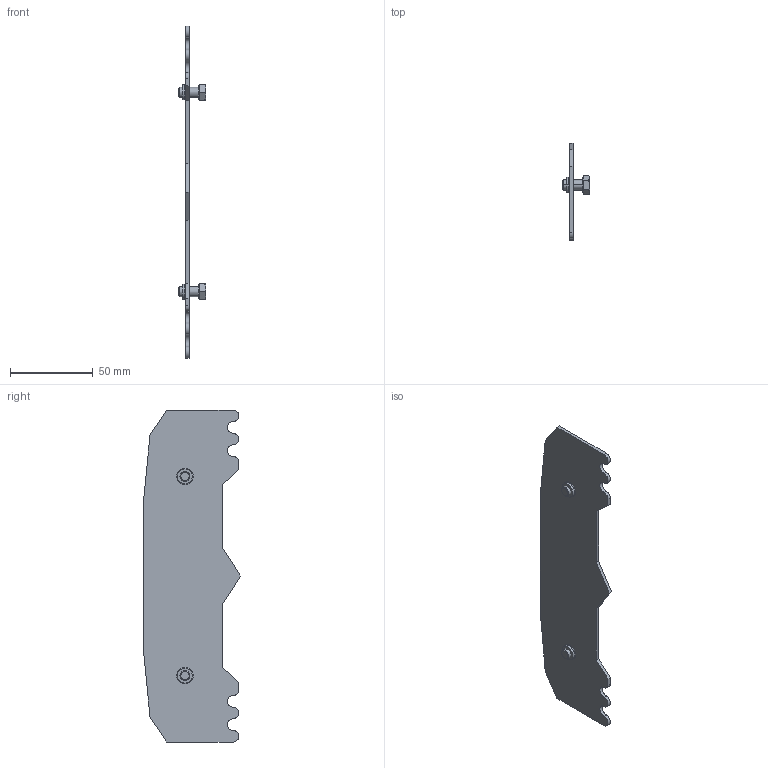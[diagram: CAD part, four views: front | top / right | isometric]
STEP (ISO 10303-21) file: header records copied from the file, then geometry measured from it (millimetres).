
FILE_DESCRIPTION (( 'STEP AP203' ), '1' );
FILE_NAME ('10-02-2331.STEP', '2013-05-02T12:18:26', ( 'asennus' ), ( '' ), 'SwSTEP 2.0', 'SolidWorks 2013', '' );
FILE_SCHEMA (( 'CONFIG_CONTROL_DESIGN' ));
Length unit declared in the file: millimetre
Products named in the file (1): 10-02-2331
Bounding box: 16.5 x 58.5 x 200 mm (x, y, z)
Surface area: 22401.4 mm2 (no closed solid volume)
Topology: 0 solids, 5 shells, 93 faces, 219 edges, 138 vertices
Faces by surface type: plane 39, cylinder 30, cone 16, torus 8
Entity records: 2850 total; most frequent: CARTESIAN_POINT 603, DIRECTION 475, ORIENTED_EDGE 430, EDGE_CURVE 219, AXIS2_PLACEMENT_3D 186, VERTEX_POINT 138, EDGE_LOOP 103, LINE 103
